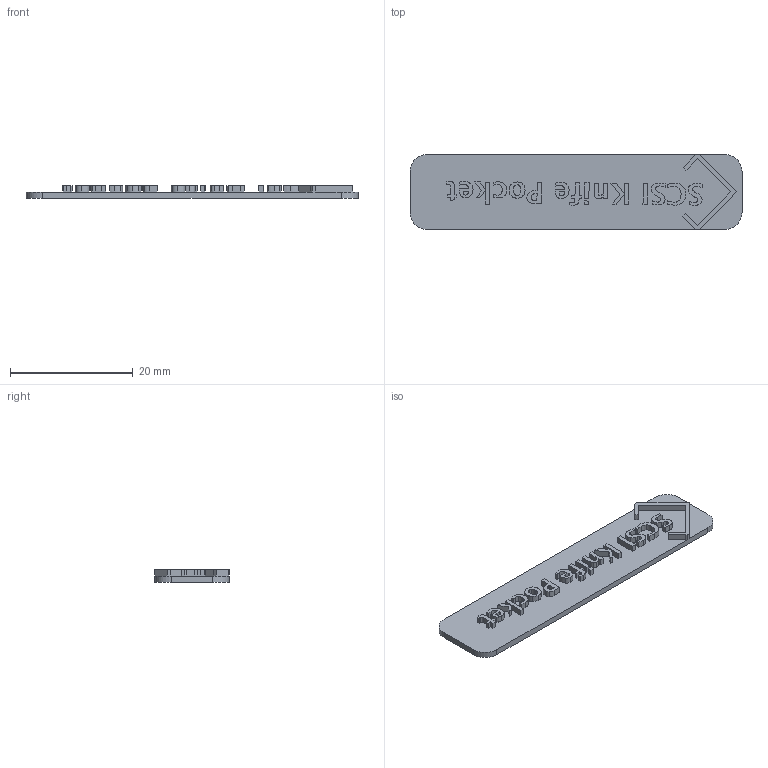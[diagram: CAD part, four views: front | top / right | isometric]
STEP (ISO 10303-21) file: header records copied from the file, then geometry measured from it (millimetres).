
FILE_DESCRIPTION(/* description */ (''),/* implementation_level */ '2;1');
FILE_NAME(/* name */ 'Plaque (1).step',/* time_stamp */ '2026-02-21T19:37:51+01:00',/* author */ (''),/* organization */ (''),/* preprocessor_version */ 'ST-DEVELOPER v20.1',/* originating_system */ 'Autodesk Translation Framework v14.24.0.0',/* authorisation */ '');
FILE_SCHEMA (('AUTOMOTIVE_DESIGN { 1 0 10303 214 3 1 1 }'));
Length unit declared in the file: millimetre
Products named in the file (1): Plaque (1)
Bounding box: 54.21 x 12.2 x 2 mm (x, y, z)
Volume: 723.3 mm3; surface area: 1681.2 mm2
Topology: 1 solids, 1 shells, 258 faces, 708 edges, 472 vertices
Faces by surface type: plane 133, bspline 121, cylinder 4
Entity records: 9263 total; most frequent: CARTESIAN_POINT 3496, ORIENTED_EDGE 1416, DIRECTION 750, EDGE_CURVE 708, VERTEX_POINT 472, LINE 458, VECTOR 458, EDGE_LOOP 278
